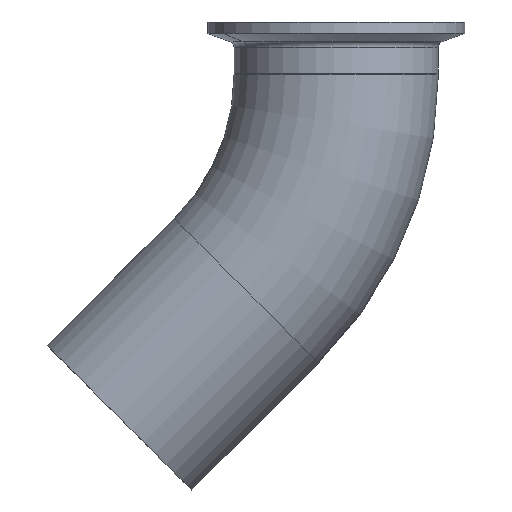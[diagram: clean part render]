
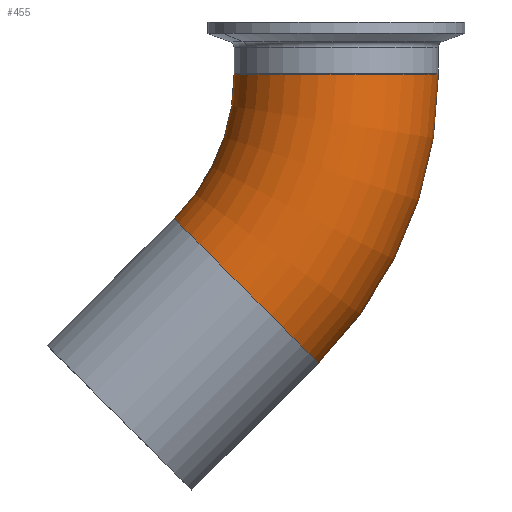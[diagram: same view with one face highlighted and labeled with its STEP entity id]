
A CAD part, front view. The second image highlights one B-rep face of the part: STEP entity #455.
In plain terms, the highlighted toroidal (fillet/blend) face has major radius 76.2 mm and minor radius 25.4 mm.
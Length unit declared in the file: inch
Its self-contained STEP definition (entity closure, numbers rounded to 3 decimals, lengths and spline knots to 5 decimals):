
#106 = VERTEX_POINT ( 'NONE', #1172 ) ;
#127 = CIRCLE ( 'NONE', #1177, 2. ) ;
#149 = CARTESIAN_POINT ( 'NONE',  ( 2., 0., 0. ) ) ;
#163 = DIRECTION ( 'NONE',  ( -0.707, 0., 0.707 ) ) ;
#198 = ORIENTED_EDGE ( 'NONE', *, *, #491, .F. ) ;
#255 = DIRECTION ( 'NONE',  ( 0., 0., -1. ) ) ;
#260 = VERTEX_POINT ( 'NONE', #811 ) ;
#277 = CIRCLE ( 'NONE', #1207, 1. ) ;
#290 = DIRECTION ( 'NONE',  ( 1., 0., 0. ) ) ;
#432 = DIRECTION ( 'NONE',  ( 0., -1., 0. ) ) ;
#455 = ADVANCED_FACE ( 'NONE', ( #1091 ), #909, .T. ) ;
#469 = ORIENTED_EDGE ( 'NONE', *, *, #1215, .F. ) ;
#491 = EDGE_CURVE ( 'NONE', #260, #106, #813, .T. ) ;
#501 = ORIENTED_EDGE ( 'NONE', *, *, #641, .T. ) ;
#506 = DIRECTION ( 'NONE',  ( 0., 0., -1. ) ) ;
#517 = DIRECTION ( 'NONE',  ( 0., 0., -1. ) ) ;
#547 = ORIENTED_EDGE ( 'NONE', *, *, #885, .F. ) ;
#568 = AXIS2_PLACEMENT_3D ( 'NONE', #1088, #794, #506 ) ;
#579 = CIRCLE ( 'NONE', #975, 4. ) ;
#619 = CARTESIAN_POINT ( 'NONE',  ( 0., 0., 0. ) ) ;
#641 = EDGE_CURVE ( 'NONE', #260, #959, #579, .T. ) ;
#688 = EDGE_LOOP ( 'NONE', ( #198, #501, #469, #547 ) ) ;
#704 = DIRECTION ( 'NONE',  ( -0.707, 0., -0.707 ) ) ;
#728 = VERTEX_POINT ( 'NONE', #149 ) ;
#769 = CARTESIAN_POINT ( 'NONE',  ( 4., 0., 0. ) ) ;
#794 = DIRECTION ( 'NONE',  ( 0., -1., 0. ) ) ;
#811 = CARTESIAN_POINT ( 'NONE',  ( 2.82843, 0., -2.82843 ) ) ;
#813 = CIRCLE ( 'NONE', #1166, 1. ) ;
#872 = CARTESIAN_POINT ( 'NONE',  ( 0., 0., 0. ) ) ;
#885 = EDGE_CURVE ( 'NONE', #106, #728, #127, .T. ) ;
#909 = TOROIDAL_SURFACE ( 'NONE', #568, 3., 1. ) ;
#938 = DIRECTION ( 'NONE',  ( 0., 0., 1. ) ) ;
#959 = VERTEX_POINT ( 'NONE', #769 ) ;
#975 = AXIS2_PLACEMENT_3D ( 'NONE', #872, #1090, #255 ) ;
#1088 = CARTESIAN_POINT ( 'NONE',  ( 0., 0., 0. ) ) ;
#1090 = DIRECTION ( 'NONE',  ( 0., -1., 0. ) ) ;
#1091 = FACE_OUTER_BOUND ( 'NONE', #688, .T. ) ;
#1147 = CARTESIAN_POINT ( 'NONE',  ( 3., 0., 0. ) ) ;
#1166 = AXIS2_PLACEMENT_3D ( 'NONE', #1209, #704, #163 ) ;
#1172 = CARTESIAN_POINT ( 'NONE',  ( 1.41421, 0., -1.41421 ) ) ;
#1177 = AXIS2_PLACEMENT_3D ( 'NONE', #619, #432, #517 ) ;
#1207 = AXIS2_PLACEMENT_3D ( 'NONE', #1147, #938, #290 ) ;
#1209 = CARTESIAN_POINT ( 'NONE',  ( 2.12132, 0., -2.12132 ) ) ;
#1215 = EDGE_CURVE ( 'NONE', #728, #959, #277, .T. ) ;
